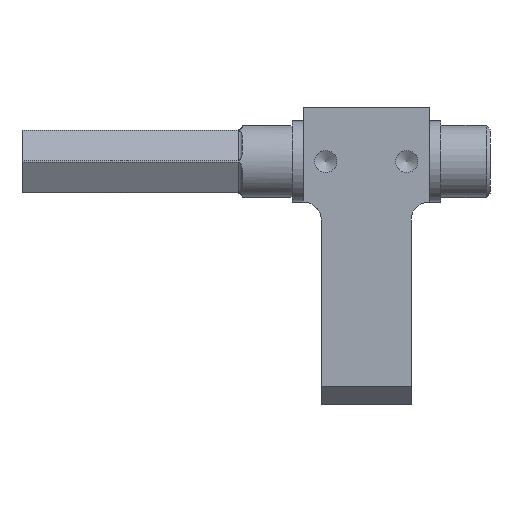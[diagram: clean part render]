
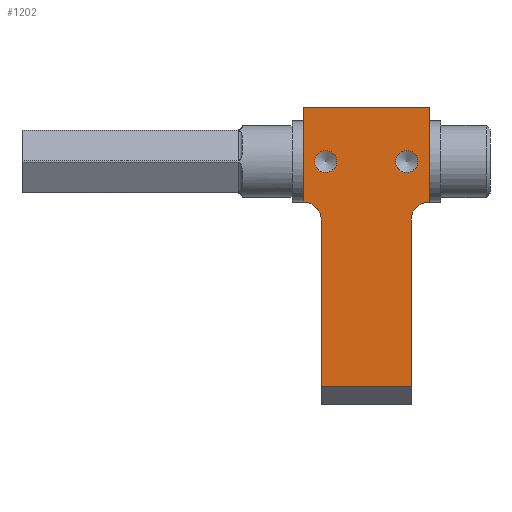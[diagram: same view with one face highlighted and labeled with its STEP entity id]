
A CAD part, left-side view. The second image highlights one B-rep face of the part: STEP entity #1202.
In plain terms, the highlighted planar face has unit normal (-1, 0, 0).
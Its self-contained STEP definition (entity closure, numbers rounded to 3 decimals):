
#55=CIRCLE('',#1261,2.);
#56=CIRCLE('',#1263,1.23);
#57=CIRCLE('',#1264,1.23);
#58=CIRCLE('',#1265,2.);
#107=ORIENTED_EDGE('',*,*,#330,.T.);
#108=ORIENTED_EDGE('',*,*,#331,.T.);
#109=ORIENTED_EDGE('',*,*,#332,.T.);
#110=ORIENTED_EDGE('',*,*,#333,.T.);
#111=ORIENTED_EDGE('',*,*,#334,.F.);
#112=ORIENTED_EDGE('',*,*,#329,.F.);
#113=ORIENTED_EDGE('',*,*,#335,.T.);
#114=ORIENTED_EDGE('',*,*,#336,.T.);
#115=ORIENTED_EDGE('',*,*,#322,.F.);
#116=ORIENTED_EDGE('',*,*,#337,.F.);
#322=EDGE_CURVE('',#433,#434,#517,.T.);
#329=EDGE_CURVE('',#439,#435,#55,.T.);
#330=EDGE_CURVE('',#440,#440,#56,.T.);
#331=EDGE_CURVE('',#441,#441,#57,.T.);
#332=EDGE_CURVE('',#442,#443,#522,.T.);
#333=EDGE_CURVE('',#443,#444,#523,.T.);
#334=EDGE_CURVE('',#435,#444,#524,.T.);
#335=EDGE_CURVE('',#439,#445,#525,.T.);
#336=EDGE_CURVE('',#445,#434,#526,.T.);
#337=EDGE_CURVE('',#442,#433,#58,.T.);
#433=VERTEX_POINT('',#1614);
#434=VERTEX_POINT('',#1616);
#435=VERTEX_POINT('',#1621);
#439=VERTEX_POINT('',#1632);
#440=VERTEX_POINT('',#1636);
#441=VERTEX_POINT('',#1638);
#442=VERTEX_POINT('',#1640);
#443=VERTEX_POINT('',#1641);
#444=VERTEX_POINT('',#1643);
#445=VERTEX_POINT('',#1646);
#517=LINE('',#1615,#582);
#522=LINE('',#1639,#587);
#523=LINE('',#1642,#588);
#524=LINE('',#1644,#589);
#525=LINE('',#1645,#590);
#526=LINE('',#1647,#591);
#582=VECTOR('',#1362,1000.);
#587=VECTOR('',#1379,1000.);
#588=VECTOR('',#1380,1000.);
#589=VECTOR('',#1381,1000.);
#590=VECTOR('',#1382,1000.);
#591=VECTOR('',#1383,1000.);
#643=EDGE_LOOP('',(#107));
#644=EDGE_LOOP('',(#108));
#645=EDGE_LOOP('',(#109,#110,#111,#112,#113,#114,#115,#116));
#726=FACE_BOUND('',#643,.T.);
#727=FACE_BOUND('',#644,.T.);
#728=FACE_BOUND('',#645,.T.);
#811=PLANE('',#1262);
#1202=ADVANCED_FACE('',(#726,#727,#728),#811,.T.);
#1261=AXIS2_PLACEMENT_3D('',#1633,#1371,#1372);
#1262=AXIS2_PLACEMENT_3D('',#1634,#1373,#1374);
#1263=AXIS2_PLACEMENT_3D('',#1635,#1375,#1376);
#1264=AXIS2_PLACEMENT_3D('',#1637,#1377,#1378);
#1265=AXIS2_PLACEMENT_3D('',#1648,#1384,#1385);
#1362=DIRECTION('',(0.,0.,1.));
#1371=DIRECTION('',(-1.,0.,0.));
#1372=DIRECTION('',(0.,0.,1.));
#1373=DIRECTION('',(-1.,0.,0.));
#1374=DIRECTION('',(0.,0.,1.));
#1375=DIRECTION('',(1.,0.,0.));
#1376=DIRECTION('',(0.,0.,1.));
#1377=DIRECTION('',(1.,0.,0.));
#1378=DIRECTION('',(0.,0.,1.));
#1379=DIRECTION('',(0.,0.,-1.));
#1380=DIRECTION('',(0.,-1.,0.));
#1381=DIRECTION('',(0.,0.,-1.));
#1382=DIRECTION('',(0.,0.,1.));
#1383=DIRECTION('',(0.,1.,0.));
#1384=DIRECTION('',(-1.,0.,0.));
#1385=DIRECTION('',(0.,0.,1.));
#1614=CARTESIAN_POINT('',(-8.,7.,-4.5));
#1615=CARTESIAN_POINT('',(-8.,7.,0.));
#1616=CARTESIAN_POINT('',(-8.,7.,6.));
#1621=CARTESIAN_POINT('',(-8.,-5.,-6.5));
#1632=CARTESIAN_POINT('',(-8.,-7.,-4.5));
#1633=CARTESIAN_POINT('',(-8.,-7.,-6.5));
#1634=CARTESIAN_POINT('',(-8.,0.,-27.));
#1635=CARTESIAN_POINT('',(-8.,4.5,0.));
#1636=CARTESIAN_POINT('',(-8.,4.5,1.23));
#1637=CARTESIAN_POINT('',(-8.,-4.5,0.));
#1638=CARTESIAN_POINT('',(-8.,-4.5,1.23));
#1639=CARTESIAN_POINT('',(-8.,5.,-4.5));
#1640=CARTESIAN_POINT('',(-8.,5.,-6.5));
#1641=CARTESIAN_POINT('',(-8.,5.,-25.));
#1642=CARTESIAN_POINT('',(-8.,-5.,-25.));
#1643=CARTESIAN_POINT('',(-8.,-5.,-25.));
#1644=CARTESIAN_POINT('',(-8.,-5.,-27.));
#1645=CARTESIAN_POINT('',(-8.,-7.,0.));
#1646=CARTESIAN_POINT('',(-8.,-7.,6.));
#1647=CARTESIAN_POINT('',(-8.,0.,6.));
#1648=CARTESIAN_POINT('',(-8.,7.,-6.5));
